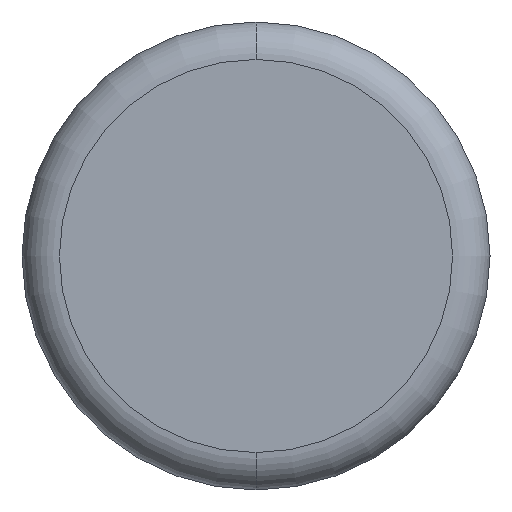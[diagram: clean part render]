
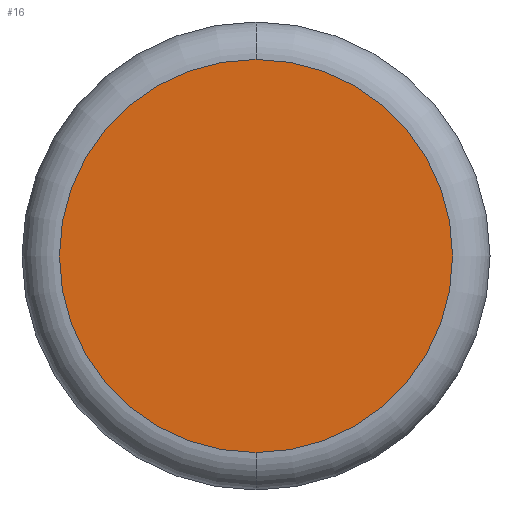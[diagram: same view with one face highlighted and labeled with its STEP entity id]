
A CAD part, front view. The second image highlights one B-rep face of the part: STEP entity #16.
In plain terms, the highlighted planar face has unit normal (0, -1, 0).
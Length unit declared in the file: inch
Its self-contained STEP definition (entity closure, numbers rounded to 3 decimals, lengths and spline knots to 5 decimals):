
#16 = ADVANCED_FACE ( 'NONE', ( #351 ), #148, .T. ) ;
#88 = EDGE_LOOP ( 'NONE', ( #306, #202 ) ) ;
#104 = DIRECTION ( 'NONE',  ( 0., 0., -1. ) ) ;
#107 = AXIS2_PLACEMENT_3D ( 'NONE', #398, #163, #493 ) ;
#122 = DIRECTION ( 'NONE',  ( 0., -1., 0. ) ) ;
#127 = VERTEX_POINT ( 'NONE', #439 ) ;
#148 = PLANE ( 'NONE',  #423 ) ;
#158 = EDGE_CURVE ( 'NONE', #459, #127, #199, .T. ) ;
#163 = DIRECTION ( 'NONE',  ( 0., -1., 0. ) ) ;
#173 = CARTESIAN_POINT ( 'NONE',  ( 0., 0., 0. ) ) ;
#191 = CIRCLE ( 'NONE', #107, 0.105 ) ;
#199 = CIRCLE ( 'NONE', #400, 0.105 ) ;
#202 = ORIENTED_EDGE ( 'NONE', *, *, #158, .T. ) ;
#301 = DIRECTION ( 'NONE',  ( 0., 0., -1. ) ) ;
#306 = ORIENTED_EDGE ( 'NONE', *, *, #324, .T. ) ;
#324 = EDGE_CURVE ( 'NONE', #127, #459, #191, .T. ) ;
#351 = FACE_OUTER_BOUND ( 'NONE', #88, .T. ) ;
#388 = CARTESIAN_POINT ( 'NONE',  ( 0., 0., 0.105 ) ) ;
#398 = CARTESIAN_POINT ( 'NONE',  ( 0., 0., 0. ) ) ;
#400 = AXIS2_PLACEMENT_3D ( 'NONE', #173, #122, #301 ) ;
#423 = AXIS2_PLACEMENT_3D ( 'NONE', #521, #484, #104 ) ;
#439 = CARTESIAN_POINT ( 'NONE',  ( 0., 0., -0.105 ) ) ;
#459 = VERTEX_POINT ( 'NONE', #388 ) ;
#484 = DIRECTION ( 'NONE',  ( 0., -1., 0. ) ) ;
#493 = DIRECTION ( 'NONE',  ( 0., 0., -1. ) ) ;
#521 = CARTESIAN_POINT ( 'NONE',  ( 0., 0., 0. ) ) ;
